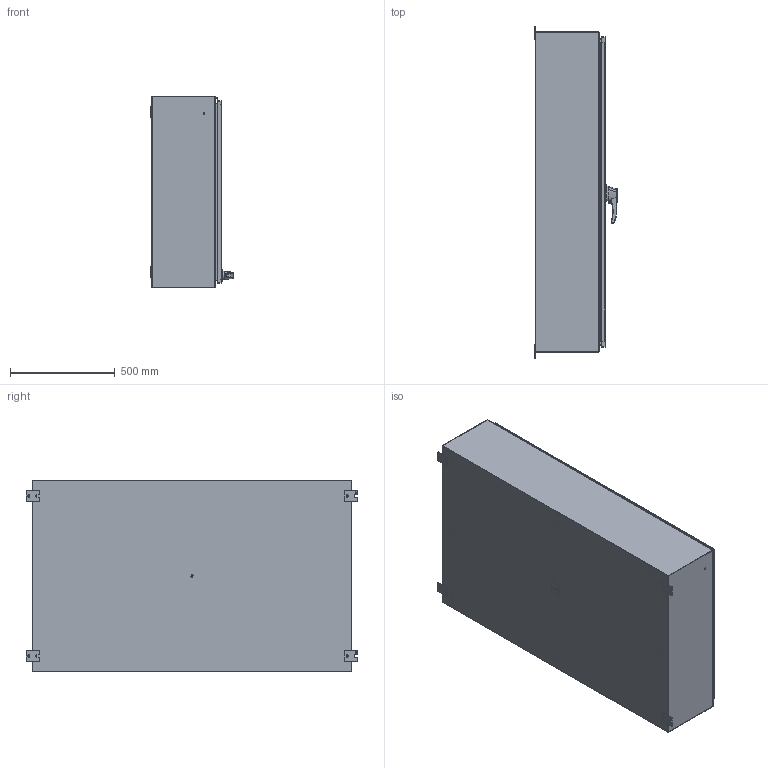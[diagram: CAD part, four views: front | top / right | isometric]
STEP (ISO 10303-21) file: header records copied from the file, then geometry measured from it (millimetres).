
FILE_DESCRIPTION (( 'STEP AP214' ), '1' );
FILE_NAME ('HW603612S16HK.STEP', '2019-07-18T17:51:50', ( '' ), ( '' ), 'SwSTEP 2.0', 'SolidWorks 2018', '' );
FILE_SCHEMA (( 'AUTOMOTIVE_DESIGN' ));
Length unit declared in the file: inch
Products named in the file (1): HW603612S16HK
Bounding box: 393.01 x 1581.15 x 914.4 mm (x, y, z)
Volume: 9990154.4 mm3; surface area: 9789223.3 mm2
Topology: 54 solids, 55 shells, 1985 faces, 5122 edges, 3318 vertices
Faces by surface type: plane 923, cylinder 792, bspline 229, cone 41
Entity records: 124926 total; most frequent: CARTESIAN_POINT 50642, ORIENTED_EDGE 10228, DIRECTION 9508, EDGE_CURVE 5114, VERTEX_POINT 3318, AXIS2_PLACEMENT_3D 3292, LINE 2924, VECTOR 2924
